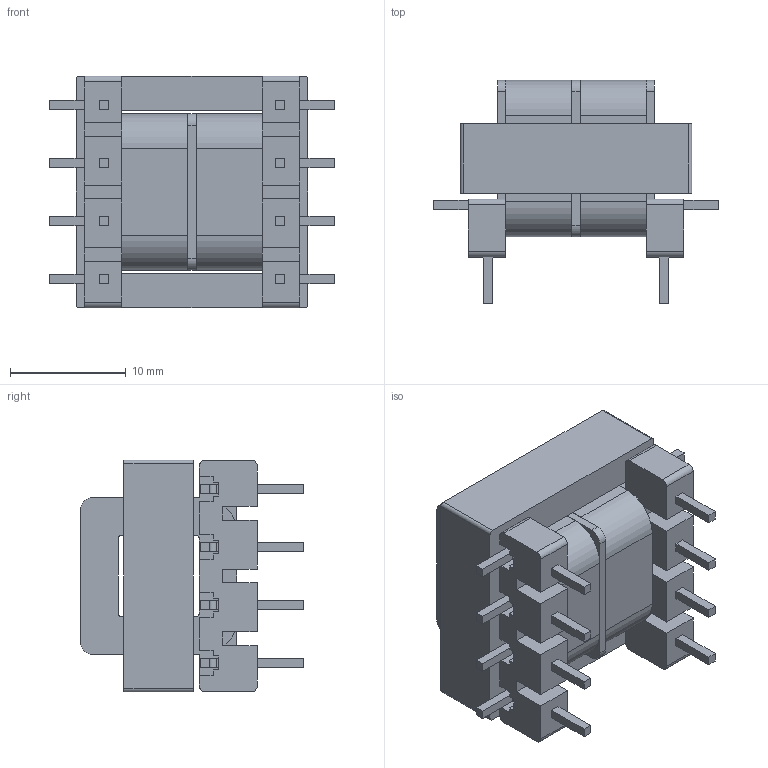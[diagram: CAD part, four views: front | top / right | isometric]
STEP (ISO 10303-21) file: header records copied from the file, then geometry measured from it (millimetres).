
FILE_DESCRIPTION (( 'STEP AP214' ), '1' );
FILE_NAME ('User Library-E20-FERR-TRANSF.STEP', '2013-05-24T10:55:08', ( 'Windows User' ), ( '' ), 'SwSTEP 2.0', 'SolidWorks 2013', '' );
FILE_SCHEMA (( 'AUTOMOTIVE_DESIGN' ));
Length unit declared in the file: millimetre
Products named in the file (1): User Library-E20-FERR-TRANSF
Bounding box: 24.6 x 19.25 x 20 mm (x, y, z)
Volume: 3747.8 mm3; surface area: 5228.1 mm2
Topology: 4 solids, 4 shells, 326 faces, 900 edges, 600 vertices
Faces by surface type: plane 254, cylinder 72
Entity records: 12996 total; most frequent: CARTESIAN_POINT 1827, ORIENTED_EDGE 1800, DIRECTION 1698, EDGE_CURVE 900, VECTOR 756, LINE 756, VERTEX_POINT 600, AXIS2_PLACEMENT_3D 471
